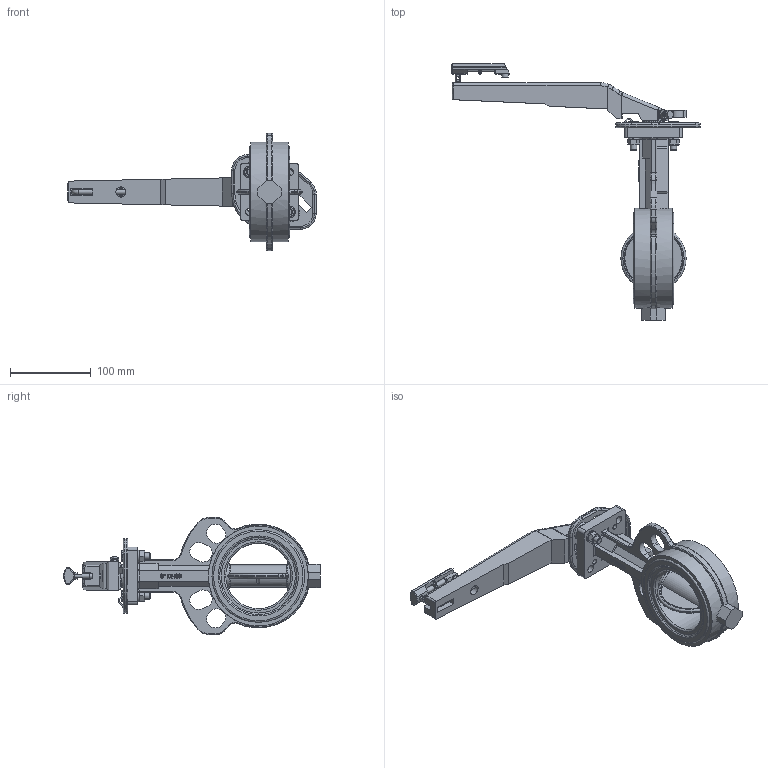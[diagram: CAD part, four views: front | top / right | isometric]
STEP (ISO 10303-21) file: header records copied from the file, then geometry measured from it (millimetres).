
FILE_DESCRIPTION((''),'2;1');
FILE_NAME('WA105340E080.stp','2012-05-11T01:41:18',('RL'),(''),'Autodesk Inventor 2012','Autodesk Inventor 2012','');
FILE_SCHEMA(('AUTOMOTIVE_DESIGN { 1 0 10303 214 1 1 1 1 }'));
Length unit declared in the file: millimetre
Products named in the file (1): WA105340E080
Bounding box: 308.5 x 318.64 x 145.5 mm (x, y, z)
Volume: 790953.8 mm3; surface area: 193857.6 mm2
Topology: 14 solids, 14 shells, 811 faces, 2114 edges, 1343 vertices
Faces by surface type: plane 351, cylinder 228, bspline 103, torus 80, cone 47, sphere 2
Full cylindrical faces by diameter (mm): 4.2 x1, 4.917 x1, 6 x6, 6.6 x4, 6.647 x3, 8 x2, 8.5 x3, 8.88 x1, 9.8 x4, 11.63 x2, 12.5 x1, 23.002 x1, 28 x1, 30 x4, 32 x1, 81 x1, 115 x2, 124 x2
Entity records: 26781 total; most frequent: CARTESIAN_POINT 7524, ORIENTED_EDGE 3996, DIRECTION 3795, EDGE_CURVE 1998, AXIS2_PLACEMENT_3D 1408, VERTEX_POINT 1314, EDGE_LOOP 996, VECTOR 979
